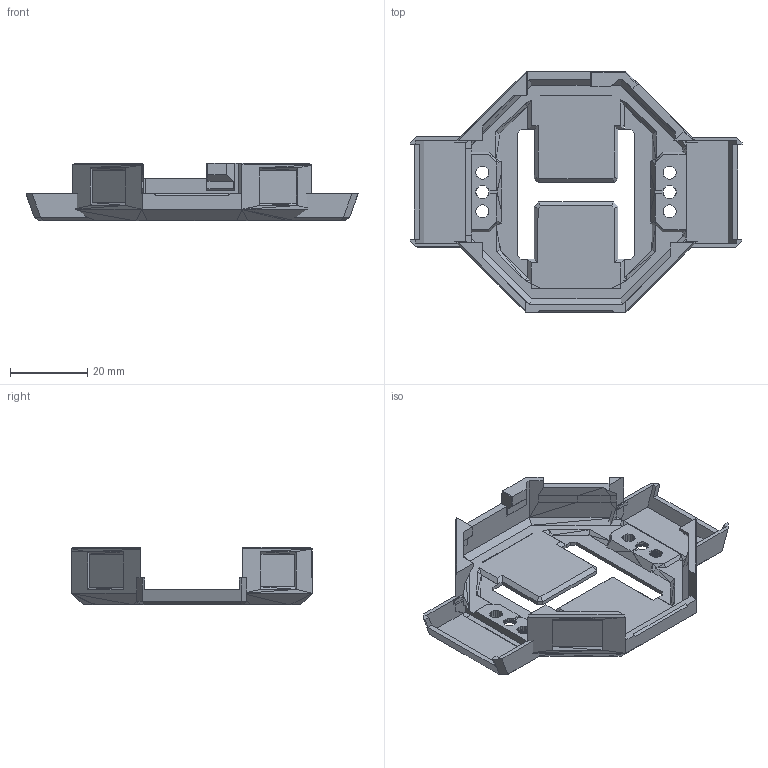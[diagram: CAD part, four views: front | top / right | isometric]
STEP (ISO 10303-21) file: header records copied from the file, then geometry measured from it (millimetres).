
FILE_DESCRIPTION(/* description */ (''),/* implementation_level */ '2;1');
FILE_NAME(/* name */ 'Casing_Bottom.step',/* time_stamp */ '2022-02-04T08:11:56+01:00',/* author */ (''),/* organization */ (''),/* preprocessor_version */ 'ST-DEVELOPER v18.1',/* originating_system */ 'Autodesk Translation Framework v10.13.0.1454',/* authorisation */ '');
FILE_SCHEMA (('AUTOMOTIVE_DESIGN { 1 0 10303 214 3 1 1 }'));
Length unit declared in the file: millimetre
Products named in the file (1): OpenBCIClipMount
Bounding box: 86.06 x 62.43 x 15 mm (x, y, z)
Volume: 9316.3 mm3; surface area: 14269.8 mm2
Topology: 5 solids, 5 shells, 1020 faces, 2068 edges, 1054 vertices
Faces by surface type: plane 1020
Entity records: 24817 total; most frequent: CARTESIAN_POINT 4143, ORIENTED_EDGE 4136, DIRECTION 4110, LINE 2068, VECTOR 2068, EDGE_CURVE 2068, VERTEX_POINT 1054, EDGE_LOOP 1030
